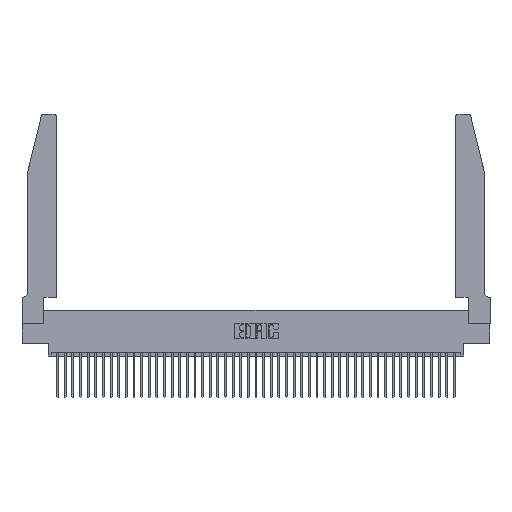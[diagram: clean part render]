
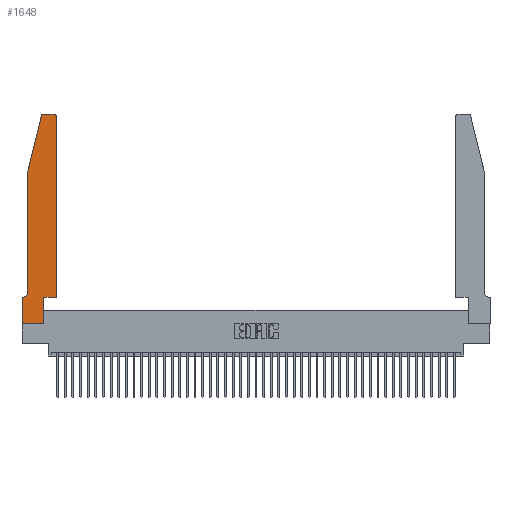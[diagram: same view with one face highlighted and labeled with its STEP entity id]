
A CAD part, top view. The second image highlights one B-rep face of the part: STEP entity #1648.
In plain terms, the highlighted planar face has unit normal (0, 0, 1).
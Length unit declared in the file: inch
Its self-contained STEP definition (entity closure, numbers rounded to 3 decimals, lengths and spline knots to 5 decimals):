
#144 = ORIENTED_EDGE ( 'NONE', *, *, #7539, .T. ) ;
#602 = DIRECTION ( 'NONE',  ( 0., 0., 1. ) ) ;
#808 = DIRECTION ( 'NONE',  ( 0., 1., 0. ) ) ;
#1088 = CARTESIAN_POINT ( 'NONE',  ( 0.0055, 0.42, 0.37 ) ) ;
#1090 = VERTEX_POINT ( 'NONE', #12074 ) ;
#1148 = CARTESIAN_POINT ( 'NONE',  ( 0., 0., 0.37 ) ) ;
#1498 = AXIS2_PLACEMENT_3D ( 'NONE', #42292, #602, #25233 ) ;
#1602 = DIRECTION ( 'NONE',  ( -0.239, -0.971, 0. ) ) ;
#1648 = ADVANCED_FACE ( 'NONE', ( #19767 ), #38873, .T. ) ;
#2240 = VECTOR ( 'NONE', #29145, 39.37008 ) ;
#2931 = CARTESIAN_POINT ( 'NONE',  ( 0.284, 2.75, 0.37 ) ) ;
#4014 = LINE ( 'NONE', #21479, #29745 ) ;
#4063 = ORIENTED_EDGE ( 'NONE', *, *, #26018, .T. ) ;
#4414 = CARTESIAN_POINT ( 'NONE',  ( 0.4505, 0.35, 0.37 ) ) ;
#4669 = DIRECTION ( 'NONE',  ( -1., 0., 0. ) ) ;
#4733 = DIRECTION ( 'NONE',  ( 1., 0., 0. ) ) ;
#5150 = CARTESIAN_POINT ( 'NONE',  ( 0.2865, 0., 0.37 ) ) ;
#5331 = EDGE_CURVE ( 'NONE', #37064, #30703, #21074, .T. ) ;
#5618 = AXIS2_PLACEMENT_3D ( 'NONE', #10970, #35205, #14541 ) ;
#5718 = CARTESIAN_POINT ( 'NONE',  ( 0.2605, 2.75, 0.37 ) ) ;
#6037 = LINE ( 'NONE', #43236, #32771 ) ;
#6350 = EDGE_CURVE ( 'NONE', #30703, #1090, #42934, .T. ) ;
#6582 = EDGE_CURVE ( 'NONE', #42408, #10248, #18247, .T. ) ;
#7427 = EDGE_CURVE ( 'NONE', #35674, #44660, #38095, .T. ) ;
#7539 = EDGE_CURVE ( 'NONE', #10248, #11657, #6037, .T. ) ;
#9640 = ORIENTED_EDGE ( 'NONE', *, *, #25095, .T. ) ;
#10248 = VERTEX_POINT ( 'NONE', #24764 ) ;
#10485 = CARTESIAN_POINT ( 'NONE',  ( 0.0755, 2., 0.37 ) ) ;
#10504 = VECTOR ( 'NONE', #808, 39.37008 ) ;
#10970 = CARTESIAN_POINT ( 'NONE',  ( 0.284, 2.72, 0.37 ) ) ;
#11181 = VECTOR ( 'NONE', #14049, 39.37008 ) ;
#11657 = VERTEX_POINT ( 'NONE', #42481 ) ;
#12074 = CARTESIAN_POINT ( 'NONE',  ( 0., 0., 0.37 ) ) ;
#12191 = ORIENTED_EDGE ( 'NONE', *, *, #33459, .T. ) ;
#12747 = CARTESIAN_POINT ( 'NONE',  ( 0.4505, 2.72, 0.37 ) ) ;
#12930 = VECTOR ( 'NONE', #4733, 39.37008 ) ;
#13324 = CARTESIAN_POINT ( 'NONE',  ( 0., 0., 0.37 ) ) ;
#14049 = DIRECTION ( 'NONE',  ( 0., -1., 0. ) ) ;
#14420 = LINE ( 'NONE', #20479, #22600 ) ;
#14541 = DIRECTION ( 'NONE',  ( 1., 0., 0. ) ) ;
#16861 = CIRCLE ( 'NONE', #42061, 0.07 ) ;
#18247 = CIRCLE ( 'NONE', #5618, 0.03 ) ;
#18677 = ORIENTED_EDGE ( 'NONE', *, *, #24554, .T. ) ;
#19767 = FACE_OUTER_BOUND ( 'NONE', #42553, .T. ) ;
#20479 = CARTESIAN_POINT ( 'NONE',  ( 0.4505, 0.35, 0.37 ) ) ;
#20977 = DIRECTION ( 'NONE',  ( 0., 0., 1. ) ) ;
#21074 = LINE ( 'NONE', #39321, #2240 ) ;
#21479 = CARTESIAN_POINT ( 'NONE',  ( 0.2865, 0.35, 0.37 ) ) ;
#21607 = LINE ( 'NONE', #10485, #11181 ) ;
#21919 = VERTEX_POINT ( 'NONE', #39264 ) ;
#22600 = VECTOR ( 'NONE', #23905, 39.37008 ) ;
#23520 = CARTESIAN_POINT ( 'NONE',  ( 0.0755, 0.42, 0.37 ) ) ;
#23905 = DIRECTION ( 'NONE',  ( 1., 0., 0. ) ) ;
#24393 = ORIENTED_EDGE ( 'NONE', *, *, #6582, .T. ) ;
#24428 = CARTESIAN_POINT ( 'NONE',  ( 0.0055, 0.35, 0.37 ) ) ;
#24554 = EDGE_CURVE ( 'NONE', #33475, #37064, #16861, .T. ) ;
#24764 = CARTESIAN_POINT ( 'NONE',  ( 0.25487, 2.72718, 0.37 ) ) ;
#24904 = DIRECTION ( 'NONE',  ( 0., 1., 0. ) ) ;
#24925 = CIRCLE ( 'NONE', #26126, 0.03 ) ;
#25095 = EDGE_CURVE ( 'NONE', #34399, #38701, #4014, .T. ) ;
#25233 = DIRECTION ( 'NONE',  ( 1., 0., 0. ) ) ;
#25682 = DIRECTION ( 'NONE',  ( 0., 0., -1. ) ) ;
#26018 = EDGE_CURVE ( 'NONE', #1090, #34399, #31321, .T. ) ;
#26126 = AXIS2_PLACEMENT_3D ( 'NONE', #41453, #20977, #44879 ) ;
#26212 = ORIENTED_EDGE ( 'NONE', *, *, #7427, .T. ) ;
#26451 = EDGE_CURVE ( 'NONE', #11657, #33475, #21607, .T. ) ;
#27164 = ORIENTED_EDGE ( 'NONE', *, *, #26451, .T. ) ;
#29145 = DIRECTION ( 'NONE',  ( -1., 0., 0. ) ) ;
#29254 = VECTOR ( 'NONE', #44027, 39.37008 ) ;
#29745 = VECTOR ( 'NONE', #24904, 39.37008 ) ;
#30012 = ORIENTED_EDGE ( 'NONE', *, *, #33619, .T. ) ;
#30703 = VERTEX_POINT ( 'NONE', #34047 ) ;
#31321 = LINE ( 'NONE', #1148, #12930 ) ;
#32771 = VECTOR ( 'NONE', #1602, 39.37008 ) ;
#33459 = EDGE_CURVE ( 'NONE', #21919, #42408, #38343, .T. ) ;
#33475 = VERTEX_POINT ( 'NONE', #23520 ) ;
#33619 = EDGE_CURVE ( 'NONE', #44660, #21919, #24925, .T. ) ;
#33752 = ORIENTED_EDGE ( 'NONE', *, *, #5331, .T. ) ;
#33877 = VECTOR ( 'NONE', #40860, 39.37008 ) ;
#34047 = CARTESIAN_POINT ( 'NONE',  ( 0., 0.35, 0.37 ) ) ;
#34088 = ORIENTED_EDGE ( 'NONE', *, *, #35886, .T. ) ;
#34399 = VERTEX_POINT ( 'NONE', #5150 ) ;
#35205 = DIRECTION ( 'NONE',  ( 0., 0., 1. ) ) ;
#35674 = VERTEX_POINT ( 'NONE', #43387 ) ;
#35886 = EDGE_CURVE ( 'NONE', #38701, #35674, #14420, .T. ) ;
#36548 = ORIENTED_EDGE ( 'NONE', *, *, #6350, .T. ) ;
#37064 = VERTEX_POINT ( 'NONE', #24428 ) ;
#38095 = LINE ( 'NONE', #4414, #10504 ) ;
#38343 = LINE ( 'NONE', #5718, #29254 ) ;
#38701 = VERTEX_POINT ( 'NONE', #43183 ) ;
#38873 = PLANE ( 'NONE',  #1498 ) ;
#39264 = CARTESIAN_POINT ( 'NONE',  ( 0.4205, 2.75, 0.37 ) ) ;
#39321 = CARTESIAN_POINT ( 'NONE',  ( 0.0755, 0.35, 0.37 ) ) ;
#40860 = DIRECTION ( 'NONE',  ( 0., -1., 0. ) ) ;
#41453 = CARTESIAN_POINT ( 'NONE',  ( 0.4205, 2.72, 0.37 ) ) ;
#42061 = AXIS2_PLACEMENT_3D ( 'NONE', #1088, #25682, #4669 ) ;
#42292 = CARTESIAN_POINT ( 'NONE',  ( 0., 0.35, 0.37 ) ) ;
#42408 = VERTEX_POINT ( 'NONE', #2931 ) ;
#42481 = CARTESIAN_POINT ( 'NONE',  ( 0.0755, 2., 0.37 ) ) ;
#42553 = EDGE_LOOP ( 'NONE', ( #12191, #24393, #144, #27164, #18677, #33752, #36548, #4063, #9640, #34088, #26212, #30012 ) ) ;
#42934 = LINE ( 'NONE', #13324, #33877 ) ;
#43183 = CARTESIAN_POINT ( 'NONE',  ( 0.2865, 0.35, 0.37 ) ) ;
#43236 = CARTESIAN_POINT ( 'NONE',  ( 0.0755, 2., 0.37 ) ) ;
#43387 = CARTESIAN_POINT ( 'NONE',  ( 0.4505, 0.35, 0.37 ) ) ;
#44027 = DIRECTION ( 'NONE',  ( -1., 0., 0. ) ) ;
#44660 = VERTEX_POINT ( 'NONE', #12747 ) ;
#44879 = DIRECTION ( 'NONE',  ( 1., 0., 0. ) ) ;
